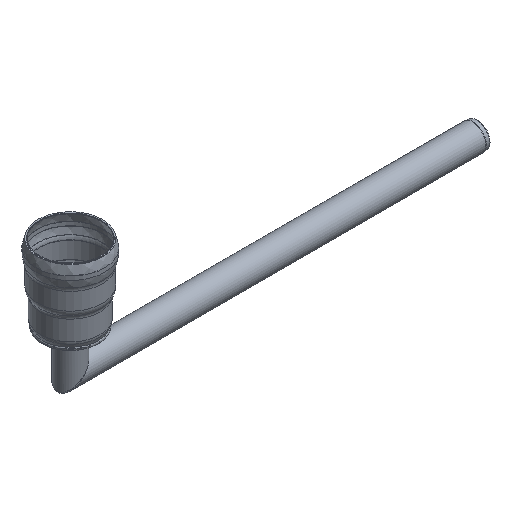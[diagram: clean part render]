
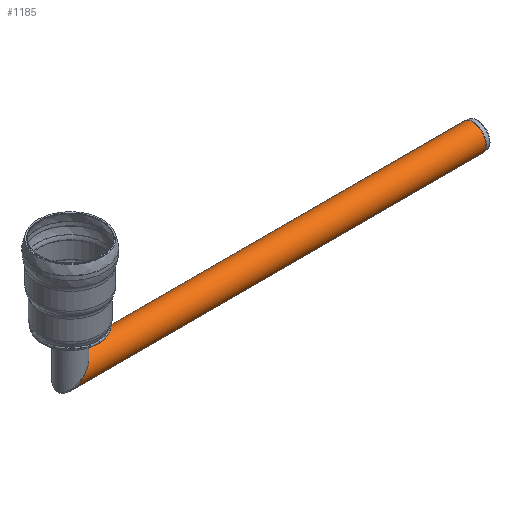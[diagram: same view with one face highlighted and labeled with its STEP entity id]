
A CAD part, isometric view. The second image highlights one B-rep face of the part: STEP entity #1185.
In plain terms, the highlighted cylindrical face has radius 160 mm (diameter 320 mm), a full revolution.
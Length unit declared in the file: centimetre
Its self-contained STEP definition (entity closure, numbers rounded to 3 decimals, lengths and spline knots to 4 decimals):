
#73=LINE('',#1966,#113);
#113=VECTOR('',#1499,16.);
#153=CIRCLE('',#1277,16.);
#286=CYLINDRICAL_SURFACE('',#1276,16.);
#325=FACE_OUTER_BOUND('',#405,.T.);
#405=EDGE_LOOP('',(#807,#808,#809,#810));
#495=ELLIPSE('',#1274,22.6274,16.);
#505=VERTEX_POINT('',#1959);
#507=VERTEX_POINT('',#1964);
#622=EDGE_CURVE('',#505,#505,#495,.T.);
#624=EDGE_CURVE('',#507,#507,#153,.T.);
#625=EDGE_CURVE('',#507,#505,#73,.T.);
#807=ORIENTED_EDGE('',*,*,#624,.F.);
#808=ORIENTED_EDGE('',*,*,#625,.T.);
#809=ORIENTED_EDGE('',*,*,#622,.T.);
#810=ORIENTED_EDGE('',*,*,#625,.F.);
#1185=ADVANCED_FACE('',(#325),#286,.T.);
#1274=AXIS2_PLACEMENT_3D('',#1960,#1491,#1492);
#1276=AXIS2_PLACEMENT_3D('',#1963,#1495,#1496);
#1277=AXIS2_PLACEMENT_3D('',#1965,#1497,#1498);
#1491=DIRECTION('center_axis',(0.707,0.,-0.707));
#1492=DIRECTION('ref_axis',(-0.707,0.,-0.707));
#1495=DIRECTION('center_axis',(1.,0.,0.));
#1496=DIRECTION('ref_axis',(0.,0.,-1.));
#1497=DIRECTION('center_axis',(1.,0.,0.));
#1498=DIRECTION('ref_axis',(0.,0.,-1.));
#1499=DIRECTION('',(-1.,0.,0.));
#1959=CARTESIAN_POINT('',(1172.8838,348.246,78.));
#1960=CARTESIAN_POINT('Origin',(1156.8838,348.246,62.));
#1963=CARTESIAN_POINT('Origin',(1396.4056,348.246,62.));
#1964=CARTESIAN_POINT('',(1651.9275,348.246,78.));
#1965=CARTESIAN_POINT('Origin',(1651.9275,348.246,62.));
#1966=CARTESIAN_POINT('',(1396.4056,348.246,78.));
